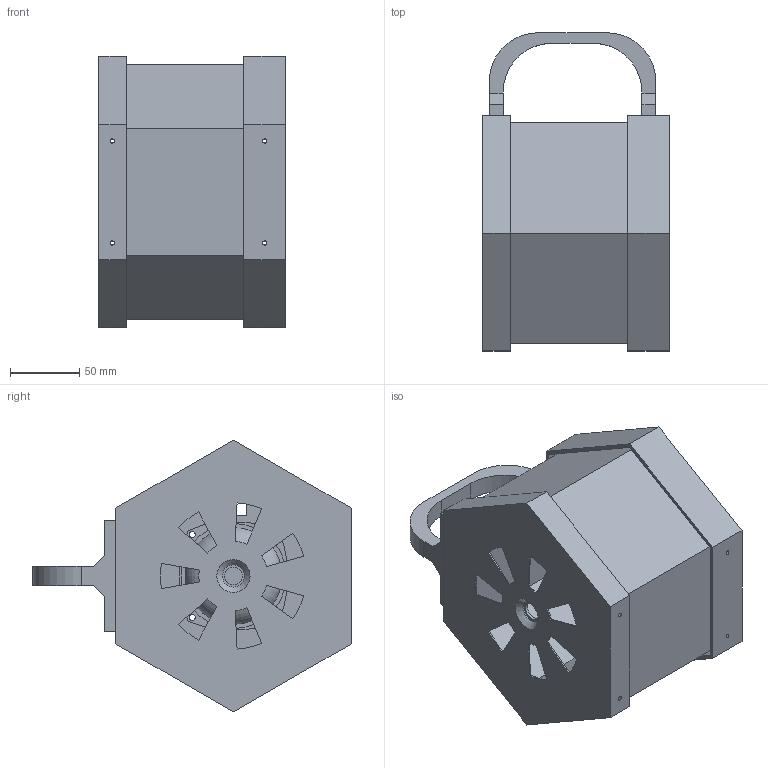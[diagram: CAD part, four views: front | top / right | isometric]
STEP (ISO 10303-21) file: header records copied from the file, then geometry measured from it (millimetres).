
FILE_DESCRIPTION(/* description */ (''),/* implementation_level */ '2;1');
FILE_NAME(/* name */ 'HEX CEMENT SPEAKER v8.step',/* time_stamp */ '2021-07-19T00:04:32+06:00',/* author */ (''),/* organization */ (''),/* preprocessor_version */ 'ST-DEVELOPER v18.1',/* originating_system */ 'Autodesk Translation Framework v10.9.0.1377',/* authorisation */ '');
FILE_SCHEMA (('AUTOMOTIVE_DESIGN { 1 0 10303 214 3 1 1 }'));
Length unit declared in the file: millimetre
Products named in the file (6): HEX CEMENT SPEAKER; froNT; cement base"; Speaker; lower part; handle
Assembly tree (5 placements, depth 2):
  HEX CEMENT SPEAKER
    froNT
    cement base"
    Speaker
    lower part
    handle
Bounding box: 135 x 230.4 x 196.76 mm (x, y, z)
Volume: 1794742.3 mm3; surface area: 329497.9 mm2
Topology: 6 solids, 6 shells, 542 faces, 1487 edges, 991 vertices
Faces by surface type: plane 337, bspline 119, cylinder 83, cone 2, torus 1
Full cylindrical faces by diameter (mm): 3 x24, 4.5 x8, 5 x1, 13 x1, 16 x1, 40 x1, 76 x2
Entity records: 18606 total; most frequent: CARTESIAN_POINT 5054, ORIENTED_EDGE 2974, DIRECTION 2289, EDGE_CURVE 1487, LINE 1077, VECTOR 1077, VERTEX_POINT 991, EDGE_LOOP 686
